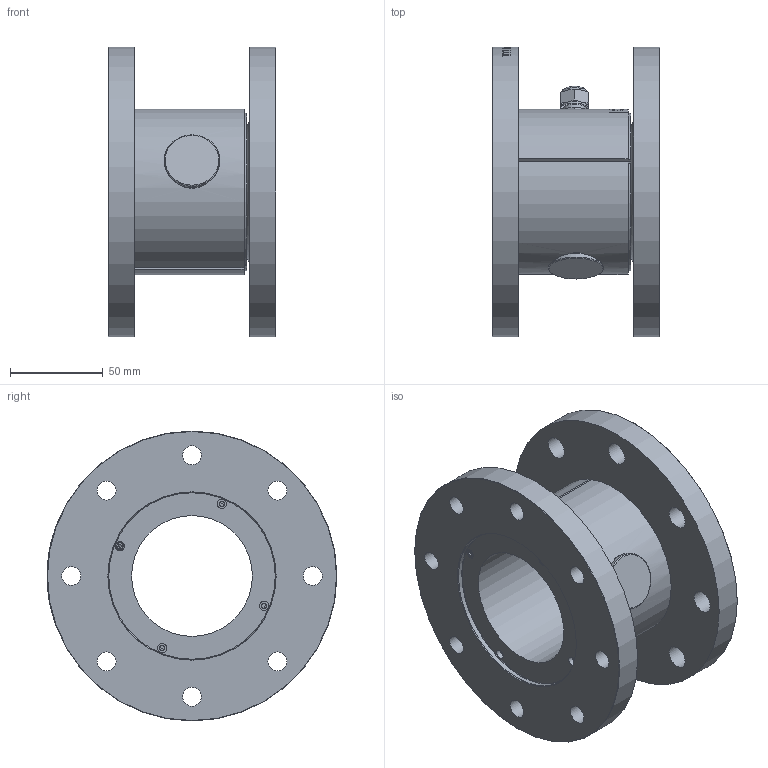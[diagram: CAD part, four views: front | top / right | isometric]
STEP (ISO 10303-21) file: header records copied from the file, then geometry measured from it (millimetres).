
FILE_DESCRIPTION (( 'STEP AP203' ), '1' );
FILE_NAME ('125-114-000-011.STEP', '2020-02-18T11:37:22', ( 'magroladmin' ), ( 'Hewlett-Packard Company' ), 'SwSTEP 2.0', 'SolidWorks 2020', '' );
FILE_SCHEMA (( 'CONFIG_CONTROL_DESIGN' ));
Products named in the file (1): 125-114-000-011
Bounding box: 90 x 156 x 156 mm (x, y, z)
Surface area: 130779.4 mm2 (no closed solid volume)
Topology: 0 solids, 82 shells, 208 faces, 2317 edges, 2192 vertices
Faces by surface type: cylinder 125, plane 44, cone 18, bspline 16, torus 5
Full cylindrical faces by diameter (mm): 5 x4, 8 x1, 10.2 x8, 12.2 x8, 12.5 x1, 15 x2, 30 x2, 65 x1, 68.7 x1, 90 x2, 156 x2
Entity records: 38453 total; most frequent: CARTESIAN_POINT 25399, ORIENTED_EDGE 2439, EDGE_CURVE 2259, VERTEX_POINT 2177, DIRECTION 1576, B_SPLINE_CURVE_WITH_KNOTS 1494, AXIS2_PLACEMENT_3D 618, CIRCLE 425
